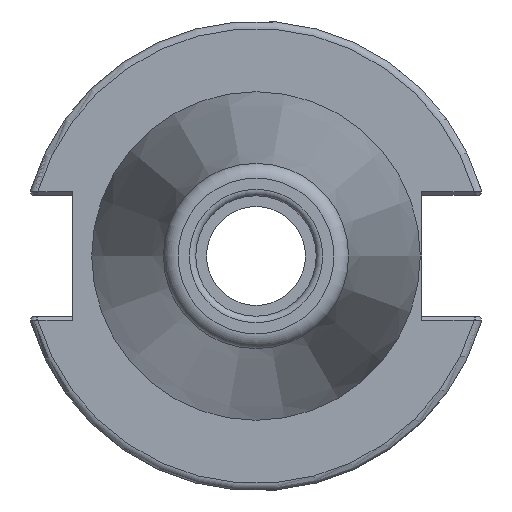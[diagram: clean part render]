
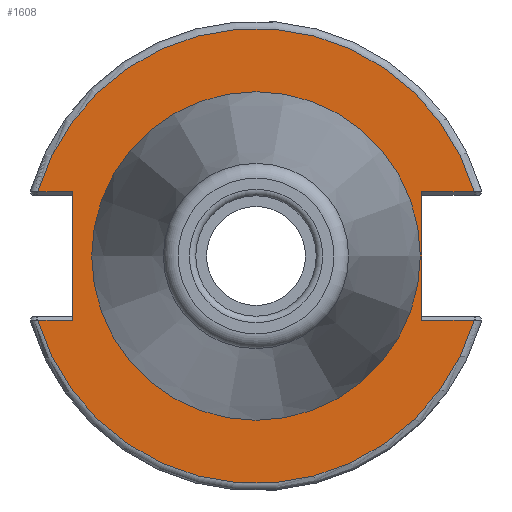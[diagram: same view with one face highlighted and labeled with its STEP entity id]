
A CAD part, left-side view. The second image highlights one B-rep face of the part: STEP entity #1608.
In plain terms, the highlighted planar face has unit normal (-1, 0, 0).
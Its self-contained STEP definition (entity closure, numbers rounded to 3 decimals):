
#71=FACE_BOUND('',#217,.T.);
#81=PLANE('',#1730);
#125=FACE_OUTER_BOUND('',#216,.T.);
#216=EDGE_LOOP('',(#1136,#1137,#1138,#1139,#1140,#1141,#1142,#1143));
#217=EDGE_LOOP('',(#1144,#1145));
#313=CIRCLE('',#1729,30.775);
#314=CIRCLE('',#1731,30.775);
#315=CIRCLE('',#1732,22.225);
#316=CIRCLE('',#1733,22.225);
#401=LINE('',#2539,#504);
#403=LINE('',#2607,#506);
#404=LINE('',#2609,#507);
#405=LINE('',#2613,#508);
#406=LINE('',#2615,#509);
#407=LINE('',#2616,#510);
#504=VECTOR('',#1918,10.);
#506=VECTOR('',#1936,10.);
#507=VECTOR('',#1937,10.);
#508=VECTOR('',#1940,10.);
#509=VECTOR('',#1941,10.);
#510=VECTOR('',#1942,10.);
#668=VERTEX_POINT('',#2532);
#671=VERTEX_POINT('',#2537);
#677=VERTEX_POINT('',#2585);
#679=VERTEX_POINT('',#2606);
#680=VERTEX_POINT('',#2608);
#681=VERTEX_POINT('',#2610);
#682=VERTEX_POINT('',#2612);
#683=VERTEX_POINT('',#2614);
#684=VERTEX_POINT('',#2617);
#685=VERTEX_POINT('',#2618);
#849=EDGE_CURVE('',#671,#668,#401,.T.);
#859=EDGE_CURVE('',#668,#677,#313,.T.);
#862=EDGE_CURVE('',#671,#679,#403,.T.);
#863=EDGE_CURVE('',#680,#679,#404,.T.);
#864=EDGE_CURVE('',#681,#680,#314,.T.);
#865=EDGE_CURVE('',#682,#681,#405,.T.);
#866=EDGE_CURVE('',#682,#683,#406,.T.);
#867=EDGE_CURVE('',#677,#683,#407,.T.);
#868=EDGE_CURVE('',#684,#685,#315,.T.);
#869=EDGE_CURVE('',#685,#684,#316,.T.);
#1136=ORIENTED_EDGE('',*,*,#849,.F.);
#1137=ORIENTED_EDGE('',*,*,#862,.T.);
#1138=ORIENTED_EDGE('',*,*,#863,.F.);
#1139=ORIENTED_EDGE('',*,*,#864,.F.);
#1140=ORIENTED_EDGE('',*,*,#865,.F.);
#1141=ORIENTED_EDGE('',*,*,#866,.T.);
#1142=ORIENTED_EDGE('',*,*,#867,.F.);
#1143=ORIENTED_EDGE('',*,*,#859,.F.);
#1144=ORIENTED_EDGE('',*,*,#868,.T.);
#1145=ORIENTED_EDGE('',*,*,#869,.T.);
#1608=ADVANCED_FACE('',(#125,#71),#81,.T.);
#1729=AXIS2_PLACEMENT_3D('',#2586,#1932,#1933);
#1730=AXIS2_PLACEMENT_3D('',#2605,#1934,#1935);
#1731=AXIS2_PLACEMENT_3D('',#2611,#1938,#1939);
#1732=AXIS2_PLACEMENT_3D('',#2619,#1943,#1944);
#1733=AXIS2_PLACEMENT_3D('',#2620,#1945,#1946);
#1918=DIRECTION('',(0.,-1.,0.));
#1932=DIRECTION('center_axis',(1.,0.,0.));
#1933=DIRECTION('ref_axis',(0.,0.,-1.));
#1934=DIRECTION('center_axis',(-1.,0.,0.));
#1935=DIRECTION('ref_axis',(0.,0.,1.));
#1936=DIRECTION('',(0.,0.,1.));
#1937=DIRECTION('',(0.,1.,0.));
#1938=DIRECTION('center_axis',(1.,0.,0.));
#1939=DIRECTION('ref_axis',(0.,0.,-1.));
#1940=DIRECTION('',(0.,1.,0.));
#1941=DIRECTION('',(0.,0.,-1.));
#1942=DIRECTION('',(0.,-1.,0.));
#1943=DIRECTION('center_axis',(1.,0.,0.));
#1944=DIRECTION('ref_axis',(0.,0.,-1.));
#1945=DIRECTION('center_axis',(1.,0.,0.));
#1946=DIRECTION('ref_axis',(0.,0.,-1.));
#2532=CARTESIAN_POINT('',(3.175,-29.523,-8.69));
#2537=CARTESIAN_POINT('',(3.175,-22.41,-8.69));
#2539=CARTESIAN_POINT('',(3.175,-4.878,-8.69));
#2585=CARTESIAN_POINT('',(3.175,29.523,-8.69));
#2586=CARTESIAN_POINT('Origin',(3.175,0.,
0.));
#2605=CARTESIAN_POINT('Origin',(3.175,30.775,0.));
#2606=CARTESIAN_POINT('',(3.175,-22.41,8.69));
#2607=CARTESIAN_POINT('',(3.175,-22.41,-4.095));
#2608=CARTESIAN_POINT('',(3.175,-29.523,8.69));
#2609=CARTESIAN_POINT('',(3.175,4.182,8.69));
#2610=CARTESIAN_POINT('',(3.175,29.523,8.69));
#2611=CARTESIAN_POINT('Origin',(3.175,0.,
0.));
#2612=CARTESIAN_POINT('',(3.175,24.8,8.69));
#2613=CARTESIAN_POINT('',(3.175,32.958,8.69));
#2614=CARTESIAN_POINT('',(3.175,24.8,-8.69));
#2615=CARTESIAN_POINT('',(3.175,24.8,4.095));
#2616=CARTESIAN_POINT('',(3.175,27.788,-8.69));
#2617=CARTESIAN_POINT('',(3.175,22.225,0.));
#2618=CARTESIAN_POINT('',(3.175,-22.225,0.));
#2619=CARTESIAN_POINT('Origin',(3.175,0.,
0.));
#2620=CARTESIAN_POINT('Origin',(3.175,0.,
0.));
